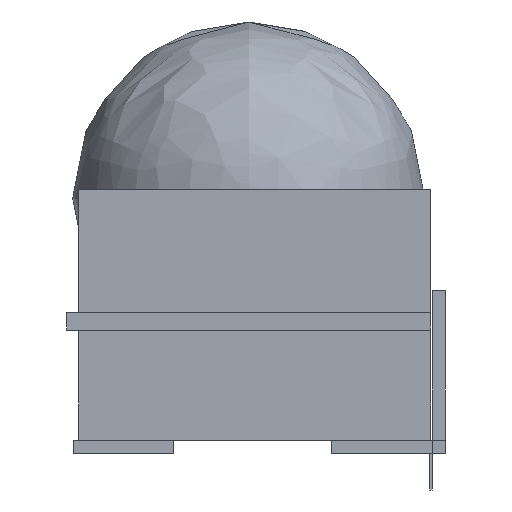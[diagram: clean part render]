
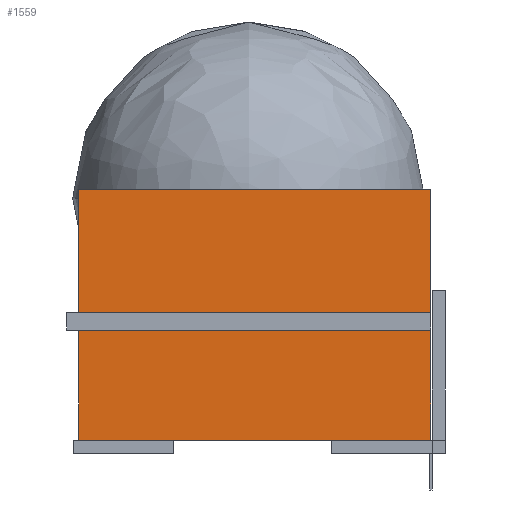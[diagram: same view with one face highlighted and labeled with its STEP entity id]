
A CAD part, left-side view. The second image highlights one B-rep face of the part: STEP entity #1559.
In plain terms, the highlighted planar face has unit normal (-1, 0, 0).
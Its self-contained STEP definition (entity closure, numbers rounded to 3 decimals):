
#17 = CARTESIAN_POINT ( 'NONE',  ( -4.851, -2., 2.85 ) ) ;
#121 = FACE_OUTER_BOUND ( 'NONE', #929, .T. ) ;
#159 = EDGE_CURVE ( 'NONE', #378, #1092, #885, .T. ) ;
#170 = LINE ( 'NONE', #354, #1430 ) ;
#182 = CARTESIAN_POINT ( 'NONE',  ( -4.851, -2., 0. ) ) ;
#221 = DIRECTION ( 'NONE',  ( 0., 1., 0. ) ) ;
#254 = ORIENTED_EDGE ( 'NONE', *, *, #811, .T. ) ;
#348 = VERTEX_POINT ( 'NONE', #986 ) ;
#353 = ORIENTED_EDGE ( 'NONE', *, *, #159, .F. ) ;
#354 = CARTESIAN_POINT ( 'NONE',  ( -4.851, 2., 0. ) ) ;
#378 = VERTEX_POINT ( 'NONE', #1120 ) ;
#419 = CARTESIAN_POINT ( 'NONE',  ( -4.851, 2., 0. ) ) ;
#439 = DIRECTION ( 'NONE',  ( -1., 0., 0. ) ) ;
#446 = VECTOR ( 'NONE', #951, 1000. ) ;
#496 = ORIENTED_EDGE ( 'NONE', *, *, #690, .T. ) ;
#590 = EDGE_CURVE ( 'NONE', #378, #348, #1217, .T. ) ;
#623 = CARTESIAN_POINT ( 'NONE',  ( -4.851, -2., 0. ) ) ;
#664 = ORIENTED_EDGE ( 'NONE', *, *, #590, .T. ) ;
#690 = EDGE_CURVE ( 'NONE', #1488, #1092, #170, .T. ) ;
#705 = DIRECTION ( 'NONE',  ( 0., 0., 1. ) ) ;
#719 = CARTESIAN_POINT ( 'NONE',  ( -4.851, -2., 0. ) ) ;
#811 = EDGE_CURVE ( 'NONE', #348, #1488, #1552, .T. ) ;
#885 = LINE ( 'NONE', #623, #1105 ) ;
#925 = DIRECTION ( 'NONE',  ( 0., -1., 0. ) ) ;
#929 = EDGE_LOOP ( 'NONE', ( #254, #496, #353, #664 ) ) ;
#951 = DIRECTION ( 'NONE',  ( 0., 0., -1. ) ) ;
#978 = CARTESIAN_POINT ( 'NONE',  ( -4.851, 2., 0. ) ) ;
#986 = CARTESIAN_POINT ( 'NONE',  ( -4.851, 2., 2.85 ) ) ;
#1037 = DIRECTION ( 'NONE',  ( 0., 0., -1. ) ) ;
#1092 = VERTEX_POINT ( 'NONE', #182 ) ;
#1105 = VECTOR ( 'NONE', #1037, 1000. ) ;
#1120 = CARTESIAN_POINT ( 'NONE',  ( -4.851, -2., 2.85 ) ) ;
#1217 = LINE ( 'NONE', #17, #1380 ) ;
#1380 = VECTOR ( 'NONE', #221, 1000. ) ;
#1430 = VECTOR ( 'NONE', #925, 1000. ) ;
#1434 = AXIS2_PLACEMENT_3D ( 'NONE', #719, #439, #705 ) ;
#1488 = VERTEX_POINT ( 'NONE', #419 ) ;
#1552 = LINE ( 'NONE', #978, #446 ) ;
#1559 = ADVANCED_FACE ( 'NONE', ( #121 ), #1724, .T. ) ;
#1724 = PLANE ( 'NONE',  #1434 ) ;
